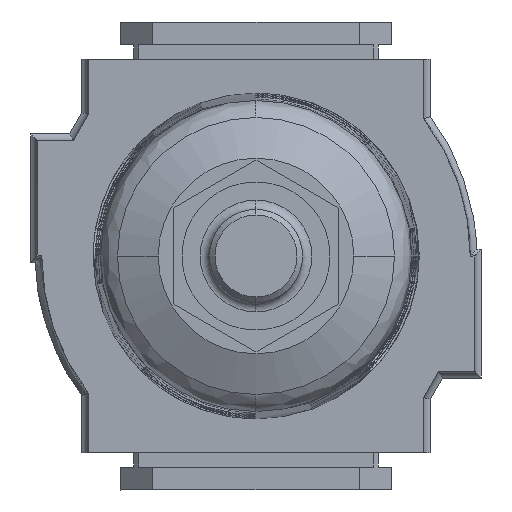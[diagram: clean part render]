
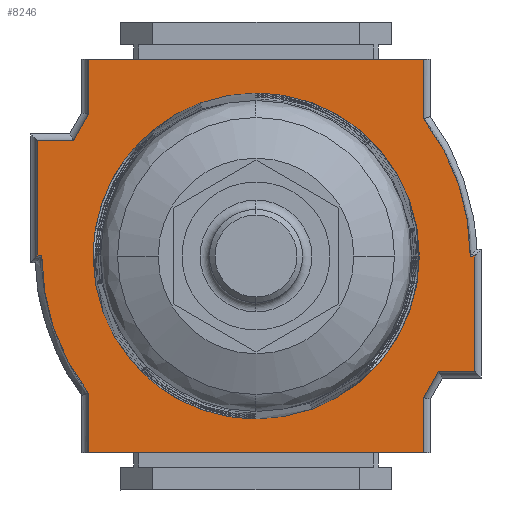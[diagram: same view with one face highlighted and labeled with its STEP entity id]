
A CAD part, front view. The second image highlights one B-rep face of the part: STEP entity #8246.
In plain terms, the highlighted face is planar.
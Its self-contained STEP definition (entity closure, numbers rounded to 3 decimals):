
#13 = LINE ( 'NONE', #8792, #4590 ) ;
#39 = LINE ( 'NONE', #7539, #2334 ) ;
#47 = ORIENTED_EDGE ( 'NONE', *, *, #302, .F. ) ;
#88 = ORIENTED_EDGE ( 'NONE', *, *, #15880, .F. ) ;
#91 = VECTOR ( 'NONE', #11085, 1000. ) ;
#183 = FACE_OUTER_BOUND ( 'NONE', #15556, .T. ) ;
#290 = CARTESIAN_POINT ( 'NONE',  ( -18., 30.9, -21.125 ) ) ;
#302 = EDGE_CURVE ( 'NONE', #13809, #10805, #2740, .T. ) ;
#319 = DIRECTION ( 'NONE',  ( 0., 0., -1. ) ) ;
#414 = ORIENTED_EDGE ( 'NONE', *, *, #13470, .F. ) ;
#494 = DIRECTION ( 'NONE',  ( -1., 0., 0. ) ) ;
#738 = VECTOR ( 'NONE', #10660, 1000. ) ;
#777 = DIRECTION ( 'NONE',  ( -1., 0., 0. ) ) ;
#886 = EDGE_CURVE ( 'NONE', #7707, #2292, #12063, .T. ) ;
#1162 = EDGE_CURVE ( 'NONE', #9855, #6704, #2796, .T. ) ;
#1163 = VECTOR ( 'NONE', #5821, 1000. ) ;
#1288 = LINE ( 'NONE', #14951, #91 ) ;
#1414 = VECTOR ( 'NONE', #777, 1000. ) ;
#1422 = CARTESIAN_POINT ( 'NONE',  ( -23.5, 30.9, 0. ) ) ;
#1620 = ORIENTED_EDGE ( 'NONE', *, *, #9668, .F. ) ;
#1941 = DIRECTION ( 'NONE',  ( 0., 0., 1. ) ) ;
#2039 = VECTOR ( 'NONE', #8468, 1000. ) ;
#2234 = VERTEX_POINT ( 'NONE', #7194 ) ;
#2292 = VERTEX_POINT ( 'NONE', #6208 ) ;
#2325 = LINE ( 'NONE', #7298, #8029 ) ;
#2334 = VECTOR ( 'NONE', #13773, 1000. ) ;
#2453 = EDGE_CURVE ( 'NONE', #5999, #14937, #3370, .T. ) ;
#2487 = VECTOR ( 'NONE', #7931, 1000. ) ;
#2568 = DIRECTION ( 'NONE',  ( 1., 0., 0. ) ) ;
#2735 = EDGE_CURVE ( 'NONE', #10805, #13102, #4379, .T. ) ;
#2740 = LINE ( 'NONE', #290, #2487 ) ;
#2796 = LINE ( 'NONE', #13852, #12541 ) ;
#2922 = ORIENTED_EDGE ( 'NONE', *, *, #13513, .F. ) ;
#3284 = VERTEX_POINT ( 'NONE', #5945 ) ;
#3370 = CIRCLE ( 'NONE', #15591, 24.2 ) ;
#3502 = VERTEX_POINT ( 'NONE', #9478 ) ;
#3859 = DIRECTION ( 'NONE',  ( 0.496, 0., -0.868 ) ) ;
#4379 = LINE ( 'NONE', #13076, #13771 ) ;
#4488 = DIRECTION ( 'NONE',  ( 0., -1., 0. ) ) ;
#4524 = DIRECTION ( 'NONE',  ( 0., -1., 0. ) ) ;
#4565 = CARTESIAN_POINT ( 'NONE',  ( -19.6, 30.9, -12.4 ) ) ;
#4590 = VECTOR ( 'NONE', #13598, 1000. ) ;
#4805 = ORIENTED_EDGE ( 'NONE', *, *, #2735, .F. ) ;
#4961 = ORIENTED_EDGE ( 'NONE', *, *, #6442, .F. ) ;
#5148 = ORIENTED_EDGE ( 'NONE', *, *, #14002, .F. ) ;
#5176 = VECTOR ( 'NONE', #7460, 1000. ) ;
#5452 = CARTESIAN_POINT ( 'NONE',  ( 23.5, 30.9, 0. ) ) ;
#5458 = VECTOR ( 'NONE', #319, 1000. ) ;
#5654 = DIRECTION ( 'NONE',  ( -1., 0., 0. ) ) ;
#5744 = CARTESIAN_POINT ( 'NONE',  ( 23.5, 30.9, 0. ) ) ;
#5821 = DIRECTION ( 'NONE',  ( 0., 0., 1. ) ) ;
#5933 = DIRECTION ( 'NONE',  ( 0., 1., 0. ) ) ;
#5945 = CARTESIAN_POINT ( 'NONE',  ( 19.6, 30.9, 12.4 ) ) ;
#5999 = VERTEX_POINT ( 'NONE', #13266 ) ;
#6021 = ORIENTED_EDGE ( 'NONE', *, *, #10173, .F. ) ;
#6206 = EDGE_CURVE ( 'NONE', #8767, #9855, #1288, .T. ) ;
#6208 = CARTESIAN_POINT ( 'NONE',  ( 23.5, 30.9, 12.4 ) ) ;
#6255 = CARTESIAN_POINT ( 'NONE',  ( -18., 30.9, 21.125 ) ) ;
#6442 = EDGE_CURVE ( 'NONE', #14937, #2234, #15826, .T. ) ;
#6694 = CARTESIAN_POINT ( 'NONE',  ( 18., 30.9, 21.125 ) ) ;
#6704 = VERTEX_POINT ( 'NONE', #12040 ) ;
#6853 = VECTOR ( 'NONE', #494, 1000. ) ;
#6970 = CARTESIAN_POINT ( 'NONE',  ( -1.2, 30.9, 0. ) ) ;
#7079 = CARTESIAN_POINT ( 'NONE',  ( 18., 30.9, -14.731 ) ) ;
#7194 = CARTESIAN_POINT ( 'NONE',  ( -23.5, 30.9, 0. ) ) ;
#7298 = CARTESIAN_POINT ( 'NONE',  ( 23.5, 30.9, 12.4 ) ) ;
#7312 = ORIENTED_EDGE ( 'NONE', *, *, #11270, .F. ) ;
#7453 = ORIENTED_EDGE ( 'NONE', *, *, #886, .F. ) ;
#7460 = DIRECTION ( 'NONE',  ( 0., 0., -1. ) ) ;
#7539 = CARTESIAN_POINT ( 'NONE',  ( -18., 30.9, -15.2 ) ) ;
#7707 = VERTEX_POINT ( 'NONE', #5452 ) ;
#7931 = DIRECTION ( 'NONE',  ( 1., 0., 0. ) ) ;
#7948 = EDGE_CURVE ( 'NONE', #9676, #7707, #16017, .T. ) ;
#8029 = VECTOR ( 'NONE', #5654, 1000. ) ;
#8246 = ADVANCED_FACE ( 'NONE', ( #183 ), #14801, .T. ) ;
#8468 = DIRECTION ( 'NONE',  ( -0.496, 0., 0.868 ) ) ;
#8613 = VERTEX_POINT ( 'NONE', #6255 ) ;
#8620 = CARTESIAN_POINT ( 'NONE',  ( 23., 30.9, 0. ) ) ;
#8767 = VERTEX_POINT ( 'NONE', #15908 ) ;
#8792 = CARTESIAN_POINT ( 'NONE',  ( 18., 30.9, 15.2 ) ) ;
#8803 = AXIS2_PLACEMENT_3D ( 'NONE', #14635, #5933, #15947 ) ;
#8991 = CARTESIAN_POINT ( 'NONE',  ( 18., 30.9, 21.125 ) ) ;
#9187 = CARTESIAN_POINT ( 'NONE',  ( 1.2, 30.9, 0. ) ) ;
#9442 = CARTESIAN_POINT ( 'NONE',  ( 19.6, 30.9, 12.4 ) ) ;
#9478 = CARTESIAN_POINT ( 'NONE',  ( 18., 30.9, 15.2 ) ) ;
#9668 = EDGE_CURVE ( 'NONE', #3284, #3502, #10798, .T. ) ;
#9676 = VERTEX_POINT ( 'NONE', #14661 ) ;
#9694 = ORIENTED_EDGE ( 'NONE', *, *, #13559, .F. ) ;
#9855 = VERTEX_POINT ( 'NONE', #4565 ) ;
#9916 = CARTESIAN_POINT ( 'NONE',  ( -18., 30.9, 21.125 ) ) ;
#9980 = ORIENTED_EDGE ( 'NONE', *, *, #6206, .F. ) ;
#10173 = EDGE_CURVE ( 'NONE', #13102, #9676, #14528, .T. ) ;
#10611 = AXIS2_PLACEMENT_3D ( 'NONE', #6970, #4524, #2568 ) ;
#10660 = DIRECTION ( 'NONE',  ( 1., 0., 0. ) ) ;
#10798 = LINE ( 'NONE', #9442, #2039 ) ;
#10805 = VERTEX_POINT ( 'NONE', #14526 ) ;
#11085 = DIRECTION ( 'NONE',  ( 1., 0., 0. ) ) ;
#11270 = EDGE_CURVE ( 'NONE', #3502, #14880, #13, .T. ) ;
#11425 = LINE ( 'NONE', #9916, #5458 ) ;
#11560 = CARTESIAN_POINT ( 'NONE',  ( -23., 30.9, 0. ) ) ;
#12040 = CARTESIAN_POINT ( 'NONE',  ( -18., 30.9, -15.2 ) ) ;
#12063 = LINE ( 'NONE', #5744, #1163 ) ;
#12541 = VECTOR ( 'NONE', #3859, 1000. ) ;
#12544 = LINE ( 'NONE', #1422, #5176 ) ;
#12659 = CARTESIAN_POINT ( 'NONE',  ( -18., 30.9, -21.125 ) ) ;
#12849 = LINE ( 'NONE', #6694, #6853 ) ;
#13076 = CARTESIAN_POINT ( 'NONE',  ( 18., 30.9, -21.125 ) ) ;
#13102 = VERTEX_POINT ( 'NONE', #7079 ) ;
#13266 = CARTESIAN_POINT ( 'NONE',  ( -18., 30.9, 14.731 ) ) ;
#13470 = EDGE_CURVE ( 'NONE', #2292, #3284, #2325, .T. ) ;
#13513 = EDGE_CURVE ( 'NONE', #6704, #13809, #39, .T. ) ;
#13559 = EDGE_CURVE ( 'NONE', #2234, #8767, #12544, .T. ) ;
#13598 = DIRECTION ( 'NONE',  ( 0., 0., 1. ) ) ;
#13771 = VECTOR ( 'NONE', #1941, 1000. ) ;
#13773 = DIRECTION ( 'NONE',  ( 0., 0., -1. ) ) ;
#13809 = VERTEX_POINT ( 'NONE', #12659 ) ;
#13852 = CARTESIAN_POINT ( 'NONE',  ( -19.6, 30.9, -12.4 ) ) ;
#13889 = ORIENTED_EDGE ( 'NONE', *, *, #7948, .F. ) ;
#14002 = EDGE_CURVE ( 'NONE', #14880, #8613, #12849, .T. ) ;
#14526 = CARTESIAN_POINT ( 'NONE',  ( 18., 30.9, -21.125 ) ) ;
#14528 = CIRCLE ( 'NONE', #10611, 24.2 ) ;
#14635 = CARTESIAN_POINT ( 'NONE',  ( 0., 30.9, 0. ) ) ;
#14661 = CARTESIAN_POINT ( 'NONE',  ( 23., 30.9, 0. ) ) ;
#14760 = CARTESIAN_POINT ( 'NONE',  ( -23., 30.9, 0. ) ) ;
#14801 = PLANE ( 'NONE',  #8803 ) ;
#14880 = VERTEX_POINT ( 'NONE', #8991 ) ;
#14937 = VERTEX_POINT ( 'NONE', #11560 ) ;
#14951 = CARTESIAN_POINT ( 'NONE',  ( -23.5, 30.9, -12.4 ) ) ;
#15216 = ORIENTED_EDGE ( 'NONE', *, *, #1162, .F. ) ;
#15464 = DIRECTION ( 'NONE',  ( -1., 0., 0. ) ) ;
#15556 = EDGE_LOOP ( 'NONE', ( #13889, #6021, #4805, #47, #2922, #15216, #9980, #9694, #4961, #16031, #88, #5148, #7312, #1620, #414, #7453 ) ) ;
#15591 = AXIS2_PLACEMENT_3D ( 'NONE', #9187, #4488, #15464 ) ;
#15826 = LINE ( 'NONE', #14760, #1414 ) ;
#15880 = EDGE_CURVE ( 'NONE', #8613, #5999, #11425, .T. ) ;
#15908 = CARTESIAN_POINT ( 'NONE',  ( -23.5, 30.9, -12.4 ) ) ;
#15947 = DIRECTION ( 'NONE',  ( 0., 0., 1. ) ) ;
#16017 = LINE ( 'NONE', #8620, #738 ) ;
#16031 = ORIENTED_EDGE ( 'NONE', *, *, #2453, .F. ) ;
